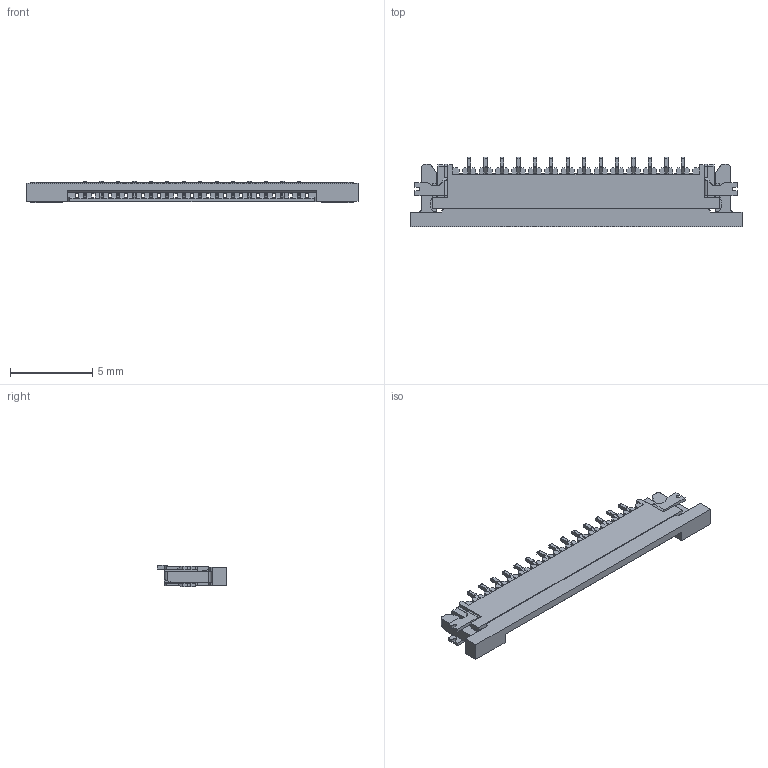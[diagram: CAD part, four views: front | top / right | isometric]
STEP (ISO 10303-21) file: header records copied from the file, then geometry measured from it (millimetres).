
FILE_DESCRIPTION(/* description */ ('Unknown'),/* implementation_level */ '2;1');
FILE_NAME(/* name */ '686114183422',/* time_stamp */ '2017-02-27T15:09:17+01:00',/* author */ ('Unknown'),/* organization */ ('Unknown'),/* preprocessor_version */ 'ST-DEVELOPER v16.7',/* originating_system */ 'DEX',/* authorisation */ $);
FILE_SCHEMA (('AUTOMOTIVE_DESIGN {1 0 10303 214 3 1 1}'));
Length unit declared in the file: millimetre
Products named in the file (6): 6861xx183422; 68x129183x22; 68x129183x22_Actuator; 68X1xx183x22_Solder_Pad2; 68X1XX183X22_Solder_Pad; 68X1XX183X22_Pin_TOP
Assembly tree (18 placements, depth 2):
  6861xx183422
    68x129183x22
    68x129183x22_Actuator
    68X1xx183x22_Solder_Pad2
    68X1XX183X22_Solder_Pad
    68X1XX183X22_Pin_TOP  x14
Bounding box: 20.2 x 4.25 x 1.29 mm (x, y, z)
Volume: 57.5 mm3; surface area: 468 mm2
Topology: 18 solids, 18 shells, 1508 faces, 4608 edges, 3022 vertices
Faces by surface type: plane 1137, cylinder 369, bspline 2
Entity records: 35389 total; most frequent: ORIENTED_EDGE 6408, CARTESIAN_POINT 6349, DIRECTION 5640, EDGE_CURVE 3204, LINE 2822, VECTOR 2822, VERTEX_POINT 2086, AXIS2_PLACEMENT_3D 1409
